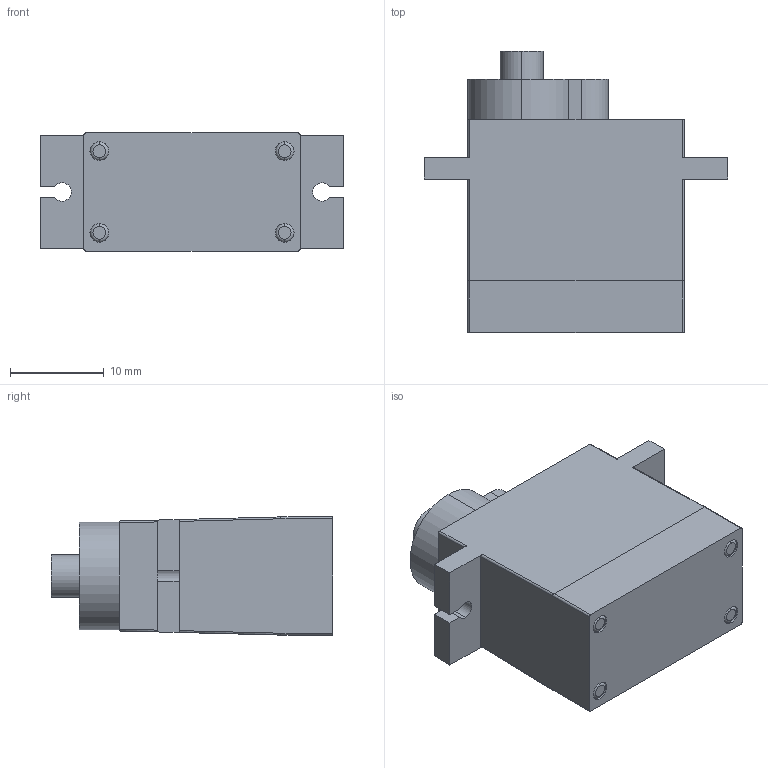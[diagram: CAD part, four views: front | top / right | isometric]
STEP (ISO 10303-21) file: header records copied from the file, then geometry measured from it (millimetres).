
FILE_DESCRIPTION (( 'STEP AP203' ), '1' );
FILE_NAME ('Servo_Default_sldprt.STEP', '2025-10-04T22:43:16', ( '' ), ( '' ), 'SwSTEP 2.0', 'SolidWorks 2023', '' );
FILE_SCHEMA (( 'CONFIG_CONTROL_DESIGN' ));
Length unit declared in the file: millimetre
Products named in the file (1): Servo_Default_sldprt
Bounding box: 32.31 x 29.95 x 12.59 mm (x, y, z)
Volume: 7187.6 mm3; surface area: 2799.1 mm2
Topology: 2 solids, 2 shells, 86 faces, 206 edges, 133 vertices
Faces by surface type: cylinder 42, plane 36, torus 8
Entity records: 2586 total; most frequent: CARTESIAN_POINT 474, DIRECTION 445, ORIENTED_EDGE 412, EDGE_CURVE 206, AXIS2_PLACEMENT_3D 168, VERTEX_POINT 133, LINE 109, VECTOR 109
